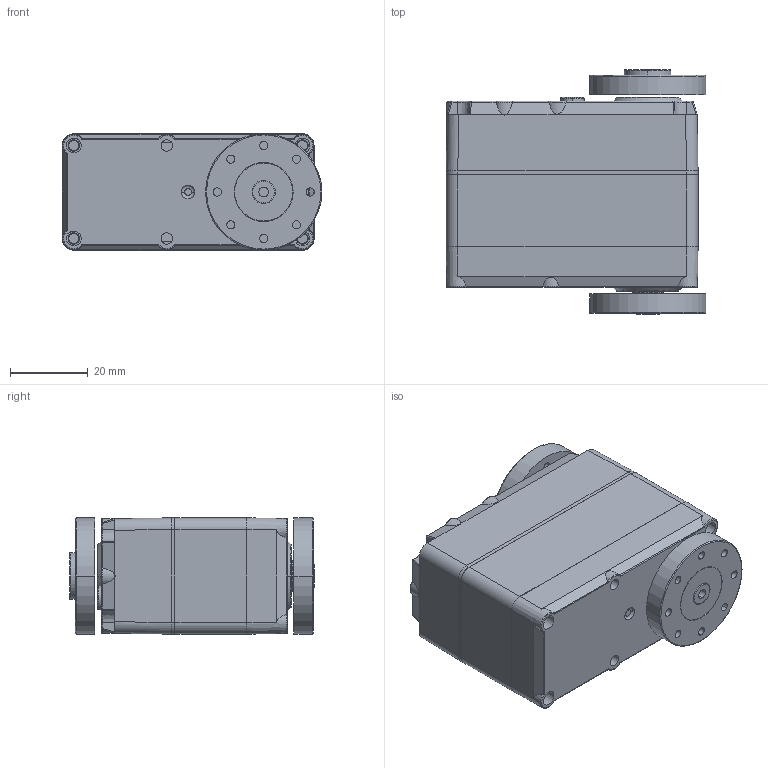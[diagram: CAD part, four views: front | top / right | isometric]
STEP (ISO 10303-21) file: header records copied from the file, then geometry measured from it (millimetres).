
FILE_DESCRIPTION (( 'STEP AP214' ), '1' );
FILE_NAME ('asm-RDS5160.STEP', '2023-05-31T08:11:34', ( '' ), ( '' ), 'SwSTEP 2.0', 'SolidWorks 2020', '' );
FILE_SCHEMA (( 'AUTOMOTIVE_DESIGN' ));
Length unit declared in the file: millimetre
Products named in the file (11): BEISHIZHOUCHENG-6-13-5.stp; GM.stp; MOTOR-280.stp; SG.stp; DDP-CD.stp; asm-RDS5160.stp; ZK.stp; DDP-1.stp; asm-RDS5160; DG.stp; LVKE-6530.stp
Assembly tree (10 placements, depth 3):
  asm-RDS5160
    asm-RDS5160.stp
      MOTOR-280.stp
      GM.stp
      SG.stp
      ZK.stp
      DG.stp
      LVKE-6530.stp
      BEISHIZHOUCHENG-6-13-5.stp
      DDP-1.stp
      DDP-CD.stp
Bounding box: 67 x 63.2 x 30 mm (x, y, z)
Volume: 77355.6 mm3; surface area: 41187.3 mm2
Topology: 9 solids, 14 shells, 837 faces, 2193 edges, 1440 vertices
Faces by surface type: cylinder 448, plane 248, bspline 68, torus 41, cone 24, sphere 8
Entity records: 29878 total; most frequent: CARTESIAN_POINT 8449, DIRECTION 4480, ORIENTED_EDGE 4386, EDGE_CURVE 2193, AXIS2_PLACEMENT_3D 1761, VERTEX_POINT 1440, CIRCLE 978, EDGE_LOOP 959
